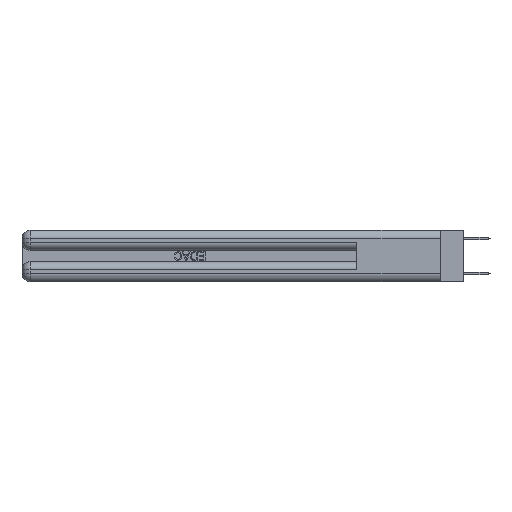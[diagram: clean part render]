
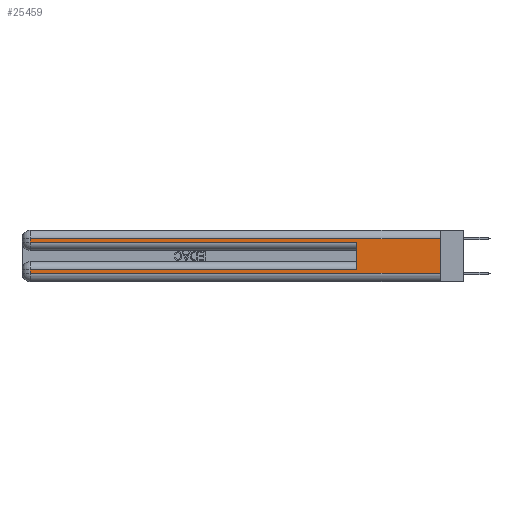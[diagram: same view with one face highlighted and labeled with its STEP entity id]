
A CAD part, left-side view. The second image highlights one B-rep face of the part: STEP entity #25459.
In plain terms, the highlighted planar face has unit normal (-1, 0, 0).
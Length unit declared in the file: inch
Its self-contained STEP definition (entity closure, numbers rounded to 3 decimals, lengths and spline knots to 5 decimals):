
#16 = EDGE_CURVE ( 'NONE', #6701, #25956, #31888, .T. ) ;
#834 = DIRECTION ( 'NONE',  ( 0., -1., 0. ) ) ;
#1058 = ORIENTED_EDGE ( 'NONE', *, *, #12361, .F. ) ;
#1330 = VERTEX_POINT ( 'NONE', #30382 ) ;
#1661 = CARTESIAN_POINT ( 'NONE',  ( 0., 0., 0.285 ) ) ;
#1951 = ORIENTED_EDGE ( 'NONE', *, *, #10818, .T. ) ;
#2400 = CARTESIAN_POINT ( 'NONE',  ( 0., 0., 0.37 ) ) ;
#3273 = VERTEX_POINT ( 'NONE', #19213 ) ;
#4254 = CARTESIAN_POINT ( 'NONE',  ( 0., 0.6, 0.145 ) ) ;
#5039 = LINE ( 'NONE', #11542, #19967 ) ;
#5272 = DIRECTION ( 'NONE',  ( 1., 0., 0. ) ) ;
#5701 = CARTESIAN_POINT ( 'NONE',  ( 0., 2.94, 0.06 ) ) ;
#5816 = VECTOR ( 'NONE', #35757, 39.37008 ) ;
#6127 = EDGE_CURVE ( 'NONE', #23603, #12802, #14243, .T. ) ;
#6701 = VERTEX_POINT ( 'NONE', #16781 ) ;
#8791 = CARTESIAN_POINT ( 'NONE',  ( 0., 0., 0.085 ) ) ;
#10012 = EDGE_CURVE ( 'NONE', #1330, #3273, #29372, .T. ) ;
#10062 = LINE ( 'NONE', #20507, #24927 ) ;
#10818 = EDGE_CURVE ( 'NONE', #25956, #1330, #20703, .T. ) ;
#11263 = ORIENTED_EDGE ( 'NONE', *, *, #31083, .T. ) ;
#11542 = CARTESIAN_POINT ( 'NONE',  ( 0., 0., 0.37 ) ) ;
#11769 = CARTESIAN_POINT ( 'NONE',  ( 0., 0.6, 0.085 ) ) ;
#11942 = FACE_OUTER_BOUND ( 'NONE', #15898, .T. ) ;
#12361 = EDGE_CURVE ( 'NONE', #23603, #3273, #30930, .T. ) ;
#12802 = VERTEX_POINT ( 'NONE', #17397 ) ;
#13183 = VECTOR ( 'NONE', #25519, 39.37008 ) ;
#13672 = ORIENTED_EDGE ( 'NONE', *, *, #21758, .F. ) ;
#13784 = ORIENTED_EDGE ( 'NONE', *, *, #10012, .T. ) ;
#14243 = LINE ( 'NONE', #8791, #26416 ) ;
#15898 = EDGE_LOOP ( 'NONE', ( #13672, #28577, #1951, #13784, #1058, #19847, #11263, #35105 ) ) ;
#16215 = VECTOR ( 'NONE', #21056, 39.37008 ) ;
#16522 = CARTESIAN_POINT ( 'NONE',  ( 0., 2.94, 0.37 ) ) ;
#16781 = CARTESIAN_POINT ( 'NONE',  ( 0., 0., 0.31 ) ) ;
#17397 = CARTESIAN_POINT ( 'NONE',  ( 0., 2.94, 0.085 ) ) ;
#18980 = EDGE_CURVE ( 'NONE', #22881, #29314, #10062, .T. ) ;
#19213 = CARTESIAN_POINT ( 'NONE',  ( 0., 0.6, 0.285 ) ) ;
#19247 = PLANE ( 'NONE',  #22866 ) ;
#19847 = ORIENTED_EDGE ( 'NONE', *, *, #6127, .T. ) ;
#19967 = VECTOR ( 'NONE', #28222, 39.37008 ) ;
#20048 = DIRECTION ( 'NONE',  ( 0., 1., 0. ) ) ;
#20507 = CARTESIAN_POINT ( 'NONE',  ( 0., 0., 0.06 ) ) ;
#20703 = LINE ( 'NONE', #16522, #5816 ) ;
#21056 = DIRECTION ( 'NONE',  ( 0., 0., 1. ) ) ;
#21577 = DIRECTION ( 'NONE',  ( 0., 1., 0. ) ) ;
#21758 = EDGE_CURVE ( 'NONE', #6701, #29314, #5039, .T. ) ;
#22732 = CARTESIAN_POINT ( 'NONE',  ( 0., 2.94, 0.37 ) ) ;
#22866 = AXIS2_PLACEMENT_3D ( 'NONE', #2400, #5272, #24826 ) ;
#22881 = VERTEX_POINT ( 'NONE', #5701 ) ;
#23603 = VERTEX_POINT ( 'NONE', #11769 ) ;
#24081 = DIRECTION ( 'NONE',  ( 0., -1., 0. ) ) ;
#24624 = VECTOR ( 'NONE', #21577, 39.37008 ) ;
#24826 = DIRECTION ( 'NONE',  ( 0., 0., -1. ) ) ;
#24927 = VECTOR ( 'NONE', #834, 39.37008 ) ;
#25459 = ADVANCED_FACE ( 'NONE', ( #11942 ), #19247, .F. ) ;
#25519 = DIRECTION ( 'NONE',  ( 0., 0., -1. ) ) ;
#25956 = VERTEX_POINT ( 'NONE', #29894 ) ;
#26416 = VECTOR ( 'NONE', #20048, 39.37008 ) ;
#28222 = DIRECTION ( 'NONE',  ( 0., 0., -1. ) ) ;
#28577 = ORIENTED_EDGE ( 'NONE', *, *, #16, .T. ) ;
#29314 = VERTEX_POINT ( 'NONE', #31831 ) ;
#29372 = LINE ( 'NONE', #1661, #30239 ) ;
#29894 = CARTESIAN_POINT ( 'NONE',  ( 0., 2.94, 0.31 ) ) ;
#30239 = VECTOR ( 'NONE', #24081, 39.37008 ) ;
#30382 = CARTESIAN_POINT ( 'NONE',  ( 0., 2.94, 0.285 ) ) ;
#30930 = LINE ( 'NONE', #4254, #16215 ) ;
#31083 = EDGE_CURVE ( 'NONE', #12802, #22881, #35195, .T. ) ;
#31831 = CARTESIAN_POINT ( 'NONE',  ( 0., 0., 0.06 ) ) ;
#31888 = LINE ( 'NONE', #32473, #24624 ) ;
#32473 = CARTESIAN_POINT ( 'NONE',  ( 0., 0., 0.31 ) ) ;
#35105 = ORIENTED_EDGE ( 'NONE', *, *, #18980, .T. ) ;
#35195 = LINE ( 'NONE', #22732, #13183 ) ;
#35757 = DIRECTION ( 'NONE',  ( 0., 0., -1. ) ) ;
